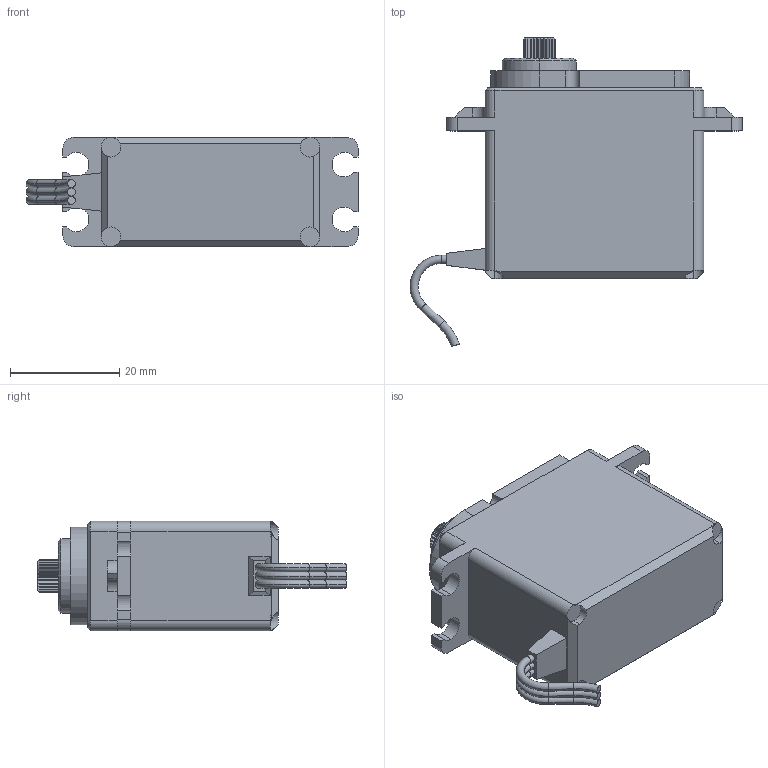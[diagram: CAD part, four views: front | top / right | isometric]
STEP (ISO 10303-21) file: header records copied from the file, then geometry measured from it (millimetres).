
FILE_DESCRIPTION (( 'STEP AP214' ), '1' );
FILE_NAME ('Servo HSB-9381TH.STEP', '2018-12-14T14:55:53', ( '' ), ( '' ), 'SwSTEP 2.0', 'SolidWorks 2017', '' );
FILE_SCHEMA (( 'AUTOMOTIVE_DESIGN' ));
Length unit declared in the file: millimetre
Products named in the file (1): Servo HSB-9381TH
Bounding box: 60.75 x 56.56 x 20 mm (x, y, z)
Volume: 30665.8 mm3; surface area: 7229.1 mm2
Topology: 1 solids, 1 shells, 429 faces, 1177 edges, 771 vertices
Faces by surface type: plane 234, cylinder 80, bspline 69, cone 34, torus 12
Entity records: 19387 total; most frequent: CARTESIAN_POINT 6774, ORIENTED_EDGE 2350, DIRECTION 1910, EDGE_CURVE 1175, VERTEX_POINT 771, VECTOR 768, LINE 768, AXIS2_PLACEMENT_3D 571
